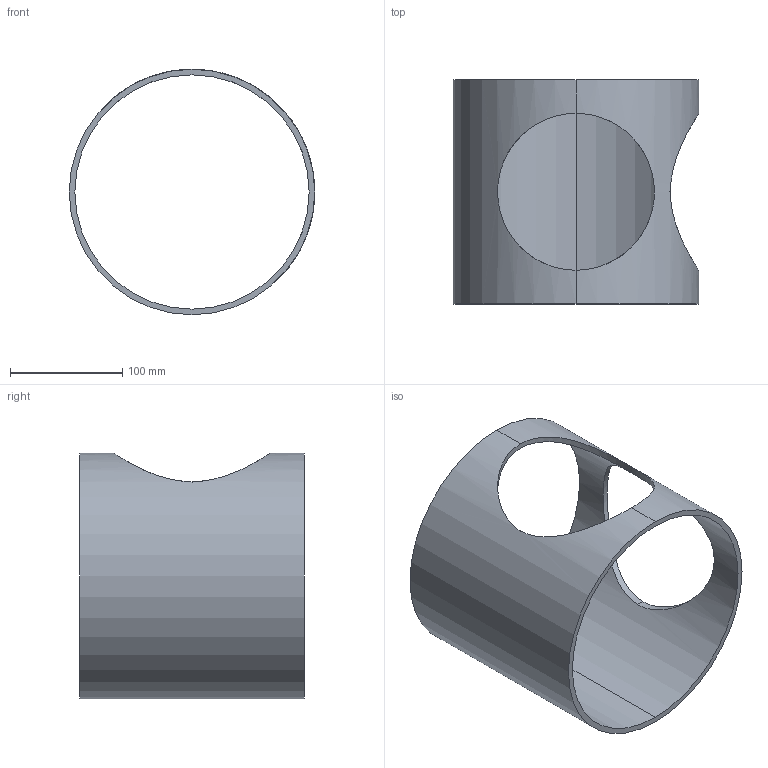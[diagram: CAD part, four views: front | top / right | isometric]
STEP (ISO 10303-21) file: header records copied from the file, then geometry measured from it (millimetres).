
FILE_DESCRIPTION (( 'STEP AP203' ), '1' );
FILE_NAME ('Carter.STEP', '2020-03-12T13:57:16', ( '' ), ( '' ), 'SwSTEP 2.0', 'SolidWorks 2017', '' );
FILE_SCHEMA (( 'CONFIG_CONTROL_DESIGN' ));
Length unit declared in the file: millimetre
Products named in the file (1): Carter
Bounding box: 219.1 x 200 x 219.1 mm (x, y, z)
Volume: 508736.6 mm3; surface area: 215237.7 mm2
Topology: 1 solids, 1 shells, 10 faces, 30 edges, 20 vertices
Faces by surface type: cylinder 8, plane 2
Entity records: 1113 total; most frequent: CARTESIAN_POINT 767, ORIENTED_EDGE 60, DIRECTION 48, EDGE_CURVE 30, VERTEX_POINT 20, AXIS2_PLACEMENT_3D 19, EDGE_LOOP 14, B_SPLINE_CURVE_WITH_KNOTS 12
